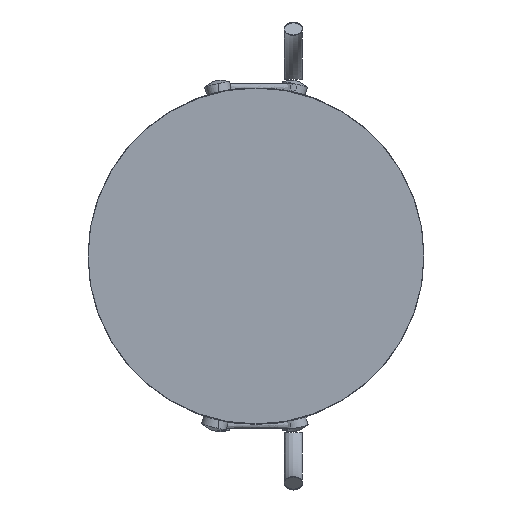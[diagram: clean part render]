
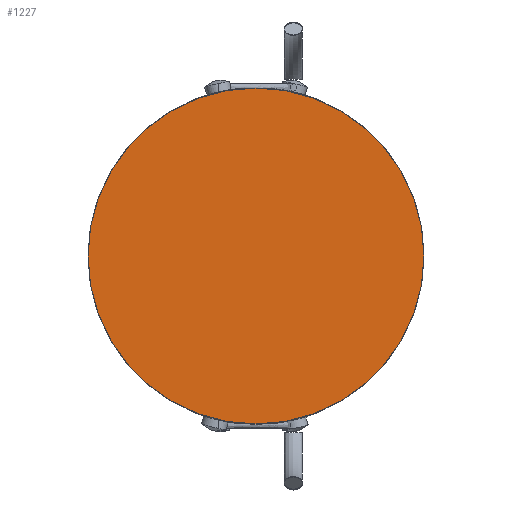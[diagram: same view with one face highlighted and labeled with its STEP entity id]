
A CAD part, front view. The second image highlights one B-rep face of the part: STEP entity #1227.
In plain terms, the highlighted planar face has unit normal (0, -1, 0).
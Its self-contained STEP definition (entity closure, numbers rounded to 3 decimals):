
#512 = AXIS2_PLACEMENT_3D ( 'NONE', #8550, #4285, #9280 ) ;
#637 = DIRECTION ( 'NONE',  ( 0., -1., 0. ) ) ;
#732 = AXIS2_PLACEMENT_3D ( 'NONE', #5692, #637, #7113 ) ;
#1120 = ORIENTED_EDGE ( 'NONE', *, *, #1966, .T. ) ;
#1227 = ADVANCED_FACE ( 'NONE', ( #9025 ), #5641, .T. ) ;
#1457 = CARTESIAN_POINT ( 'NONE',  ( 0., -0.5, -4.1 ) ) ;
#1966 = EDGE_CURVE ( 'NONE', #6795, #8909, #2966, .T. ) ;
#2434 = CARTESIAN_POINT ( 'NONE',  ( 0., -0.5, 0. ) ) ;
#2966 = CIRCLE ( 'NONE', #512, 4.1 ) ;
#3171 = DIRECTION ( 'NONE',  ( 0., 0., -1. ) ) ;
#4285 = DIRECTION ( 'NONE',  ( 0., -1., 0. ) ) ;
#4697 = AXIS2_PLACEMENT_3D ( 'NONE', #2434, #7411, #3171 ) ;
#5112 = EDGE_LOOP ( 'NONE', ( #8425, #1120 ) ) ;
#5230 = CIRCLE ( 'NONE', #4697, 4.1 ) ;
#5641 = PLANE ( 'NONE',  #732 ) ;
#5692 = CARTESIAN_POINT ( 'NONE',  ( 0., -0.5, 0. ) ) ;
#6795 = VERTEX_POINT ( 'NONE', #1457 ) ;
#7113 = DIRECTION ( 'NONE',  ( 0., 0., -1. ) ) ;
#7411 = DIRECTION ( 'NONE',  ( 0., -1., 0. ) ) ;
#7424 = CARTESIAN_POINT ( 'NONE',  ( 0., -0.5, 4.1 ) ) ;
#7908 = EDGE_CURVE ( 'NONE', #8909, #6795, #5230, .T. ) ;
#8425 = ORIENTED_EDGE ( 'NONE', *, *, #7908, .T. ) ;
#8550 = CARTESIAN_POINT ( 'NONE',  ( 0., -0.5, 0. ) ) ;
#8909 = VERTEX_POINT ( 'NONE', #7424 ) ;
#9025 = FACE_OUTER_BOUND ( 'NONE', #5112, .T. ) ;
#9280 = DIRECTION ( 'NONE',  ( 0., 0., -1. ) ) ;
